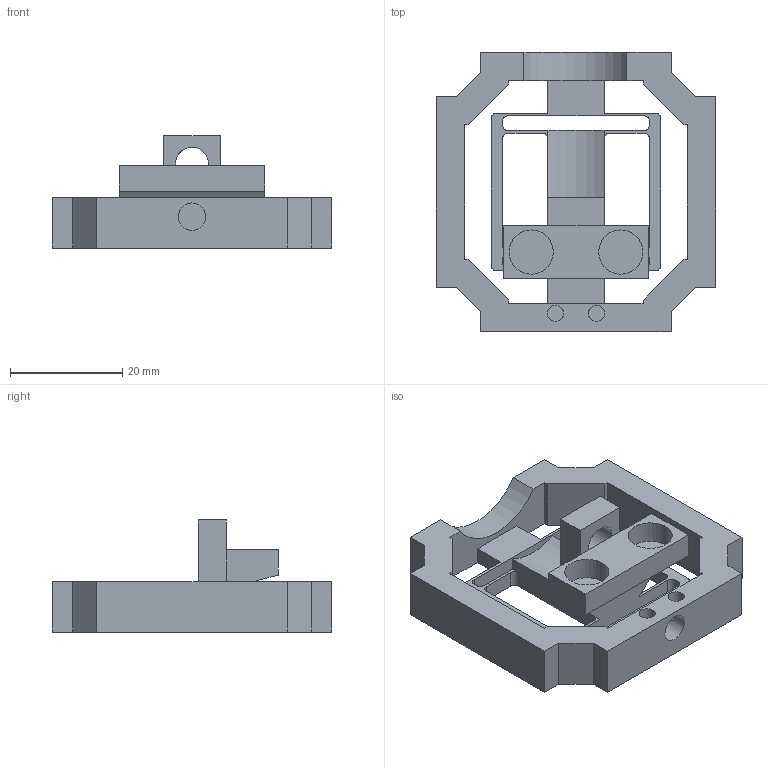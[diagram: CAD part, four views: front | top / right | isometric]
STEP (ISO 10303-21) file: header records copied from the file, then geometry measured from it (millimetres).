
FILE_DESCRIPTION(/* description */ (''),/* implementation_level */ '2;1');
FILE_NAME(/* name */ '20_Cube_Inser_Flexuremanipulator_zonly_v3.ipt.step',/* time_stamp */ '2022-11-29T08:11:23+01:00',/* author */ ('diederichbenedict'),/* organization */ (''),/* preprocessor_version */ 'ST-DEVELOPER v18.1',/* originating_system */ 'Autodesk Inventor 2022',/* authorisation */ '');
FILE_SCHEMA (('AUTOMOTIVE_DESIGN { 1 0 10303 214 3 1 1 }','AP242_MANAGED_MODEL_BASED_3D_ENGINEERING_MIM_LF { 1 0 10303 442 1 1 4 }'));
Length unit declared in the file: millimetre
Products named in the file (1): 20_Cube_Inser_Flexuremanipulator_zonly_translation_v3
Bounding box: 49.8 x 49.8 x 20 mm (x, y, z)
Volume: 10707 mm3; surface area: 8209.5 mm2
Topology: 1 solids, 1 shells, 108 faces, 323 edges, 213 vertices
Faces by surface type: plane 80, cylinder 28
Full cylindrical faces by diameter (mm): 2.9 x2, 4.9 x1, 5.9 x1, 7.9 x2
Entity records: 3749 total; most frequent: CARTESIAN_POINT 714, ORIENTED_EDGE 646, DIRECTION 594, EDGE_CURVE 323, LINE 260, VECTOR 260, VERTEX_POINT 213, AXIS2_PLACEMENT_3D 167
